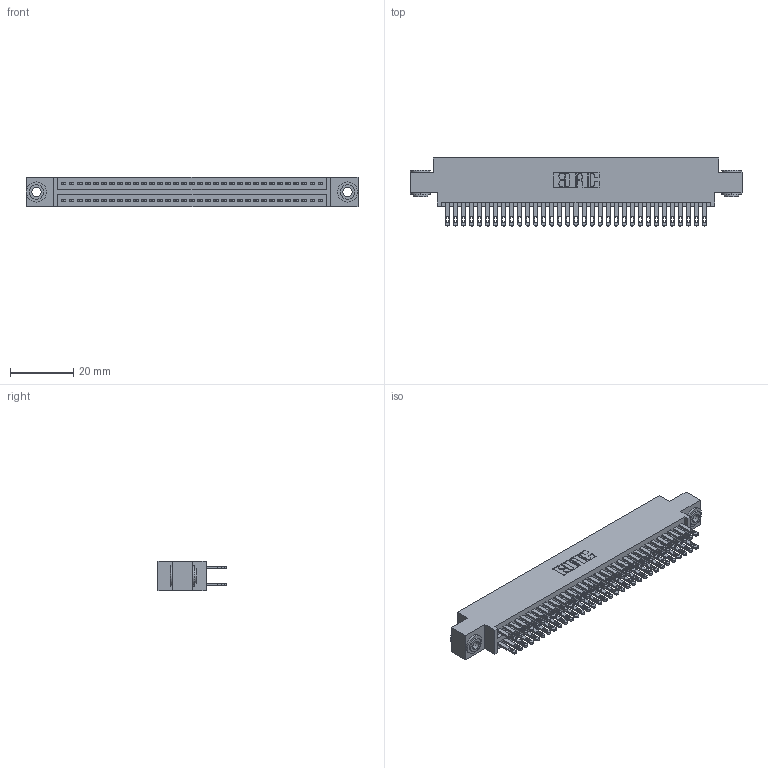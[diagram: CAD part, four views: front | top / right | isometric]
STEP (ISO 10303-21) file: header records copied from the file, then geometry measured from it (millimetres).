
FILE_DESCRIPTION (( 'STEP AP203' ), '1' );
FILE_NAME ('895-066-500-803.STEP', '2020-09-28T12:46:25', ( '' ), ( '' ), 'SwSTEP 2.0', 'SolidWorks 2020', '' );
FILE_SCHEMA (( 'CONFIG_CONTROL_DESIGN' ));
Length unit declared in the file: inch
Products named in the file (4): 345-292-001_345-293-100; 845 Part_0.170 Offset - 0.156 Dia-TH; 895-066-500-803; 345-250-002_345-250-002-102
Assembly tree (69 placements, depth 2):
  895-066-500-803
    845 Part_0.170 Offset - 0.156 Dia-TH
    345-292-001_345-293-100  x66
    345-250-002_345-250-002-102  x2
Bounding box: 105.03 x 21.51 x 9.4 mm (x, y, z)
Volume: 10226.8 mm3; surface area: 15964.1 mm2
Topology: 69 solids, 69 shells, 3204 faces, 9735 edges, 6486 vertices
Faces by surface type: plane 1876, cylinder 1320, cone 8
Entity records: 27816 total; most frequent: CARTESIAN_POINT 4647, ORIENTED_EDGE 4574, DIRECTION 4141, EDGE_CURVE 2287, LINE 1995, VECTOR 1995, VERTEX_POINT 1522, AXIS2_PLACEMENT_3D 1073
